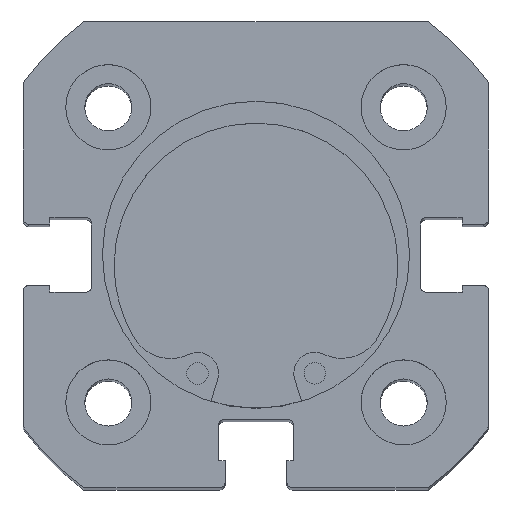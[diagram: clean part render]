
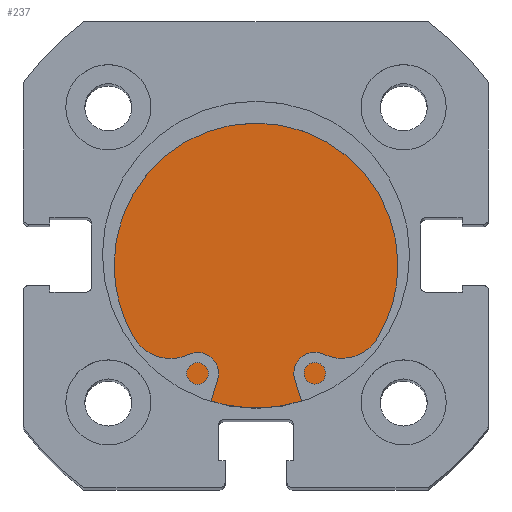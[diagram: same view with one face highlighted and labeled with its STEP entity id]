
A CAD part, top view. The second image highlights one B-rep face of the part: STEP entity #237.
In plain terms, the highlighted face is planar.
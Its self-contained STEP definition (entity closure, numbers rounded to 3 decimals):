
#237 = ADVANCED_FACE ( 'NONE', ( #963 ), #4395, .F. ) ;
#575 = ORIENTED_EDGE ( 'NONE', *, *, #2310, .F. ) ;
#614 = ORIENTED_EDGE ( 'NONE', *, *, #2304, .F. ) ;
#963 = FACE_OUTER_BOUND ( 'NONE', #5145, .T. ) ;
#1744 = AXIS2_PLACEMENT_3D ( 'NONE', #3013, #3023, #3024 ) ;
#1747 = AXIS2_PLACEMENT_3D ( 'NONE', #3022, #3037, #3038 ) ;
#2304 = EDGE_CURVE ( 'NONE', #5771, #5760, #3846, .T. ) ;
#2310 = EDGE_CURVE ( 'NONE', #5760, #5771, #3852, .T. ) ;
#2333 = AXIS2_PLACEMENT_3D ( 'NONE', #4519, #4283, #4281 ) ;
#3013 = CARTESIAN_POINT ( 'NONE',  ( 6., 0., 0. ) ) ;
#3022 = CARTESIAN_POINT ( 'NONE',  ( 6., 0., 0. ) ) ;
#3023 = DIRECTION ( 'NONE',  ( -1., 0., 0. ) ) ;
#3024 = DIRECTION ( 'NONE',  ( 0., 0., 1. ) ) ;
#3037 = DIRECTION ( 'NONE',  ( -1., 0., 0. ) ) ;
#3038 = DIRECTION ( 'NONE',  ( 0., 0., 1. ) ) ;
#3409 = CARTESIAN_POINT ( 'NONE',  ( 6., 0., -13.5 ) ) ;
#3420 = CARTESIAN_POINT ( 'NONE',  ( 6., 0., 13.5 ) ) ;
#3846 = CIRCLE ( 'NONE', #1744, 13.5 ) ;
#3852 = CIRCLE ( 'NONE', #1747, 13.5 ) ;
#4281 = DIRECTION ( 'NONE',  ( 0., 0., 1. ) ) ;
#4283 = DIRECTION ( 'NONE',  ( -1., 0., 0. ) ) ;
#4395 = PLANE ( 'NONE',  #2333 ) ;
#4519 = CARTESIAN_POINT ( 'NONE',  ( 6., 13.5, 0. ) ) ;
#5145 = EDGE_LOOP ( 'NONE', ( #614, #575 ) ) ;
#5760 = VERTEX_POINT ( 'NONE', #3409 ) ;
#5771 = VERTEX_POINT ( 'NONE', #3420 ) ;
